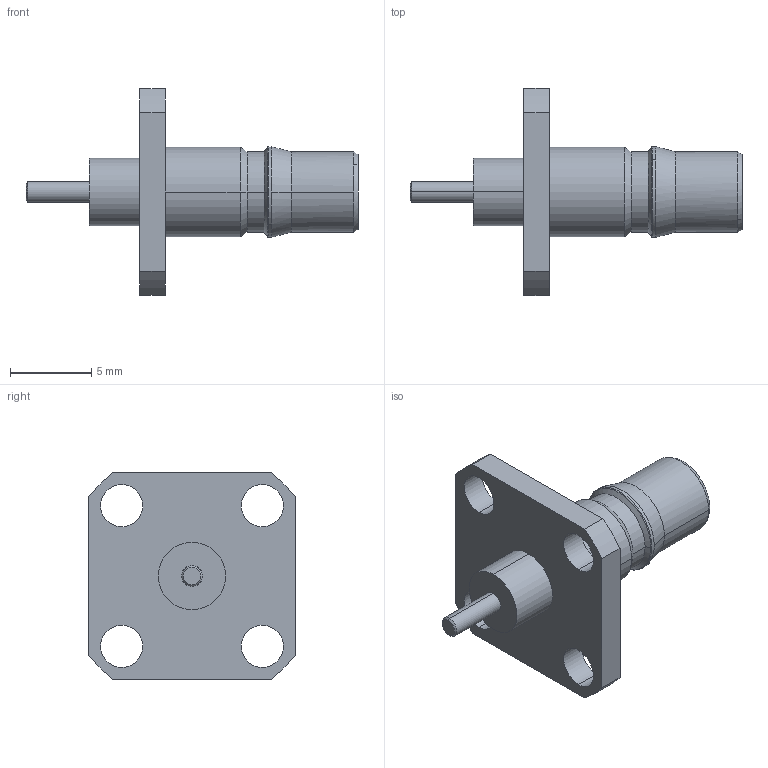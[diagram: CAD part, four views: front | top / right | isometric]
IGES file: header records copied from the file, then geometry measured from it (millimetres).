
Start section:  PTC IGES file: 930-112j-51s_sw0001.igs
Global section: file name: 930-112j-51s_sw0001.igs; native system: Pro/ENGINEER by Parametric Technology Corporation; preprocessor: 2008010; author: Nischit; organization: Unknown; date: 20100827.115237; units: millimetre
Bounding box: 20.4 x 12.7 x 12.7 mm (x, y, z)
Surface area: 1107 mm2 (no closed solid volume)
Topology: 0 solids, 0 shells, 64 faces, 318 edges, 316 vertices
Faces by surface type: revolution 52, bspline 12
